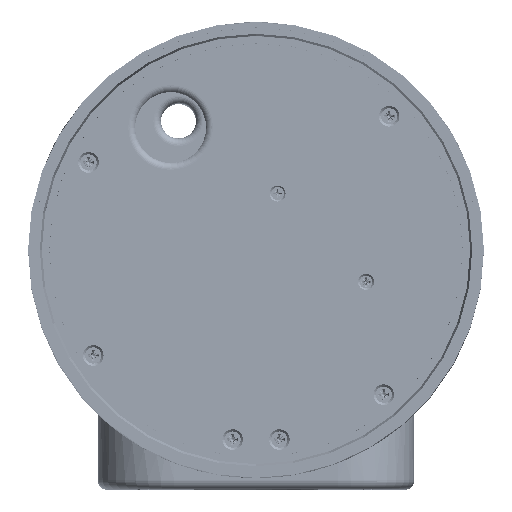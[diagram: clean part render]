
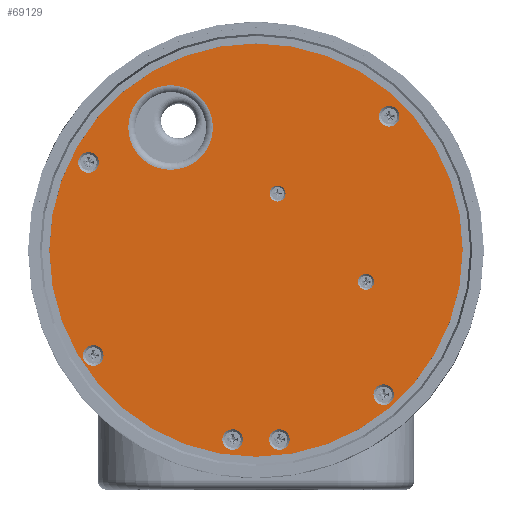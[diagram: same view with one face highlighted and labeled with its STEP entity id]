
A CAD part, top view. The second image highlights one B-rep face of the part: STEP entity #69129.
In plain terms, the highlighted planar face has unit normal (0, 0, 1).
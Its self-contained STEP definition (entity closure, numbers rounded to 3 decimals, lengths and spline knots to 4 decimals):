
#2953=FACE_BOUND('',#10579,.T.);
#2954=FACE_BOUND('',#10580,.T.);
#2955=FACE_BOUND('',#10581,.T.);
#2956=FACE_BOUND('',#10582,.T.);
#2957=FACE_BOUND('',#10583,.T.);
#2958=FACE_BOUND('',#10584,.T.);
#2959=FACE_BOUND('',#10585,.T.);
#2960=FACE_BOUND('',#10586,.T.);
#2961=FACE_BOUND('',#10587,.T.);
#3935=PLANE('',#74178);
#6775=FACE_OUTER_BOUND('',#10578,.T.);
#10578=EDGE_LOOP('',(#51295));
#10579=EDGE_LOOP('',(#51296,#51297));
#10580=EDGE_LOOP('',(#51298,#51299));
#10581=EDGE_LOOP('',(#51300,#51301));
#10582=EDGE_LOOP('',(#51302,#51303));
#10583=EDGE_LOOP('',(#51304,#51305));
#10584=EDGE_LOOP('',(#51306,#51307));
#10585=EDGE_LOOP('',(#51308,#51309));
#10586=EDGE_LOOP('',(#51310,#51311));
#10587=EDGE_LOOP('',(#51312));
#14893=CIRCLE('',#74177,0.4524);
#14894=CIRCLE('',#74179,2.209);
#14895=CIRCLE('',#74180,0.11);
#14896=CIRCLE('',#74181,0.11);
#14897=CIRCLE('',#74182,0.11);
#14898=CIRCLE('',#74183,0.11);
#14899=CIRCLE('',#74184,0.11);
#14900=CIRCLE('',#74185,0.11);
#14901=CIRCLE('',#74186,0.11);
#14902=CIRCLE('',#74187,0.11);
#14903=CIRCLE('',#74188,0.11);
#14904=CIRCLE('',#74189,0.11);
#14905=CIRCLE('',#74190,0.11);
#14906=CIRCLE('',#74191,0.11);
#14907=CIRCLE('',#74192,0.085);
#14908=CIRCLE('',#74193,0.085);
#14909=CIRCLE('',#74194,0.085);
#14910=CIRCLE('',#74195,0.085);
#32305=VERTEX_POINT('',#105277);
#32306=VERTEX_POINT('',#105281);
#32307=VERTEX_POINT('',#105283);
#32308=VERTEX_POINT('',#105284);
#32309=VERTEX_POINT('',#105287);
#32310=VERTEX_POINT('',#105288);
#32311=VERTEX_POINT('',#105291);
#32312=VERTEX_POINT('',#105292);
#32313=VERTEX_POINT('',#105295);
#32314=VERTEX_POINT('',#105296);
#32315=VERTEX_POINT('',#105299);
#32316=VERTEX_POINT('',#105300);
#32317=VERTEX_POINT('',#105303);
#32318=VERTEX_POINT('',#105304);
#32319=VERTEX_POINT('',#105307);
#32320=VERTEX_POINT('',#105308);
#32321=VERTEX_POINT('',#105311);
#32322=VERTEX_POINT('',#105312);
#39423=EDGE_CURVE('',#32305,#32305,#14893,.T.);
#39424=EDGE_CURVE('',#32306,#32306,#14894,.T.);
#39425=EDGE_CURVE('',#32307,#32308,#14895,.T.);
#39426=EDGE_CURVE('',#32308,#32307,#14896,.T.);
#39427=EDGE_CURVE('',#32309,#32310,#14897,.T.);
#39428=EDGE_CURVE('',#32310,#32309,#14898,.T.);
#39429=EDGE_CURVE('',#32311,#32312,#14899,.T.);
#39430=EDGE_CURVE('',#32312,#32311,#14900,.T.);
#39431=EDGE_CURVE('',#32313,#32314,#14901,.T.);
#39432=EDGE_CURVE('',#32314,#32313,#14902,.T.);
#39433=EDGE_CURVE('',#32315,#32316,#14903,.T.);
#39434=EDGE_CURVE('',#32316,#32315,#14904,.T.);
#39435=EDGE_CURVE('',#32317,#32318,#14905,.T.);
#39436=EDGE_CURVE('',#32318,#32317,#14906,.T.);
#39437=EDGE_CURVE('',#32319,#32320,#14907,.T.);
#39438=EDGE_CURVE('',#32320,#32319,#14908,.T.);
#39439=EDGE_CURVE('',#32321,#32322,#14909,.T.);
#39440=EDGE_CURVE('',#32322,#32321,#14910,.T.);
#51295=ORIENTED_EDGE('',*,*,#39424,.T.);
#51296=ORIENTED_EDGE('',*,*,#39425,.T.);
#51297=ORIENTED_EDGE('',*,*,#39426,.T.);
#51298=ORIENTED_EDGE('',*,*,#39427,.T.);
#51299=ORIENTED_EDGE('',*,*,#39428,.T.);
#51300=ORIENTED_EDGE('',*,*,#39429,.T.);
#51301=ORIENTED_EDGE('',*,*,#39430,.T.);
#51302=ORIENTED_EDGE('',*,*,#39431,.T.);
#51303=ORIENTED_EDGE('',*,*,#39432,.T.);
#51304=ORIENTED_EDGE('',*,*,#39433,.T.);
#51305=ORIENTED_EDGE('',*,*,#39434,.T.);
#51306=ORIENTED_EDGE('',*,*,#39435,.T.);
#51307=ORIENTED_EDGE('',*,*,#39436,.T.);
#51308=ORIENTED_EDGE('',*,*,#39437,.T.);
#51309=ORIENTED_EDGE('',*,*,#39438,.T.);
#51310=ORIENTED_EDGE('',*,*,#39439,.T.);
#51311=ORIENTED_EDGE('',*,*,#39440,.T.);
#51312=ORIENTED_EDGE('',*,*,#39423,.F.);
#69129=ADVANCED_FACE('',(#6775,#2953,#2954,#2955,#2956,#2957,#2958,#2959,
#2960,#2961),#3935,.T.);
#74177=AXIS2_PLACEMENT_3D('',#105279,#82803,#82804);
#74178=AXIS2_PLACEMENT_3D('',#105280,#82805,#82806);
#74179=AXIS2_PLACEMENT_3D('',#105282,#82807,#82808);
#74180=AXIS2_PLACEMENT_3D('',#105285,#82809,#82810);
#74181=AXIS2_PLACEMENT_3D('',#105286,#82811,#82812);
#74182=AXIS2_PLACEMENT_3D('',#105289,#82813,#82814);
#74183=AXIS2_PLACEMENT_3D('',#105290,#82815,#82816);
#74184=AXIS2_PLACEMENT_3D('',#105293,#82817,#82818);
#74185=AXIS2_PLACEMENT_3D('',#105294,#82819,#82820);
#74186=AXIS2_PLACEMENT_3D('',#105297,#82821,#82822);
#74187=AXIS2_PLACEMENT_3D('',#105298,#82823,#82824);
#74188=AXIS2_PLACEMENT_3D('',#105301,#82825,#82826);
#74189=AXIS2_PLACEMENT_3D('',#105302,#82827,#82828);
#74190=AXIS2_PLACEMENT_3D('',#105305,#82829,#82830);
#74191=AXIS2_PLACEMENT_3D('',#105306,#82831,#82832);
#74192=AXIS2_PLACEMENT_3D('',#105309,#82833,#82834);
#74193=AXIS2_PLACEMENT_3D('',#105310,#82835,#82836);
#74194=AXIS2_PLACEMENT_3D('',#105313,#82837,#82838);
#74195=AXIS2_PLACEMENT_3D('',#105314,#82839,#82840);
#82803=DIRECTION('center_axis',(0.,0.,1.));
#82804=DIRECTION('ref_axis',(-1.,0.,0.));
#82805=DIRECTION('center_axis',(0.,0.,1.));
#82806=DIRECTION('ref_axis',(1.,0.,0.));
#82807=DIRECTION('center_axis',(0.,0.,1.));
#82808=DIRECTION('ref_axis',(-1.,0.,0.));
#82809=DIRECTION('center_axis',(0.,0.,-1.));
#82810=DIRECTION('ref_axis',(1.,0.,0.));
#82811=DIRECTION('center_axis',(0.,0.,-1.));
#82812=DIRECTION('ref_axis',(1.,0.,0.));
#82813=DIRECTION('center_axis',(0.,0.,-1.));
#82814=DIRECTION('ref_axis',(1.,0.,0.));
#82815=DIRECTION('center_axis',(0.,0.,-1.));
#82816=DIRECTION('ref_axis',(1.,0.,0.));
#82817=DIRECTION('center_axis',(0.,0.,-1.));
#82818=DIRECTION('ref_axis',(1.,0.,0.));
#82819=DIRECTION('center_axis',(0.,0.,-1.));
#82820=DIRECTION('ref_axis',(1.,0.,0.));
#82821=DIRECTION('center_axis',(0.,0.,-1.));
#82822=DIRECTION('ref_axis',(1.,0.,0.));
#82823=DIRECTION('center_axis',(0.,0.,-1.));
#82824=DIRECTION('ref_axis',(1.,0.,0.));
#82825=DIRECTION('center_axis',(0.,0.,-1.));
#82826=DIRECTION('ref_axis',(1.,0.,0.));
#82827=DIRECTION('center_axis',(0.,0.,-1.));
#82828=DIRECTION('ref_axis',(1.,0.,0.));
#82829=DIRECTION('center_axis',(0.,0.,-1.));
#82830=DIRECTION('ref_axis',(1.,0.,0.));
#82831=DIRECTION('center_axis',(0.,0.,-1.));
#82832=DIRECTION('ref_axis',(1.,0.,0.));
#82833=DIRECTION('center_axis',(0.,0.,-1.));
#82834=DIRECTION('ref_axis',(1.,0.,0.));
#82835=DIRECTION('center_axis',(0.,0.,-1.));
#82836=DIRECTION('ref_axis',(1.,0.,0.));
#82837=DIRECTION('center_axis',(0.,0.,-1.));
#82838=DIRECTION('ref_axis',(1.,0.,0.));
#82839=DIRECTION('center_axis',(0.,0.,-1.));
#82840=DIRECTION('ref_axis',(1.,0.,0.));
#105277=CARTESIAN_POINT('',(-0.4607,1.3107,0.1181));
#105279=CARTESIAN_POINT('Origin',(-0.913,1.3107,0.1181));
#105280=CARTESIAN_POINT('Origin',(0.,0.,
0.1181));
#105281=CARTESIAN_POINT('',(2.209,0.,0.1181));
#105282=CARTESIAN_POINT('Origin',(0.,0.,0.1181));
#105283=CARTESIAN_POINT('',(0.36,-2.025,0.1181));
#105284=CARTESIAN_POINT('',(0.14,-2.025,0.1181));
#105285=CARTESIAN_POINT('Origin',(0.25,-2.025,0.1181));
#105286=CARTESIAN_POINT('Origin',(0.25,-2.025,0.1181));
#105287=CARTESIAN_POINT('',(-0.14,-2.025,0.1181));
#105288=CARTESIAN_POINT('',(-0.36,-2.025,0.1181));
#105289=CARTESIAN_POINT('Origin',(-0.25,-2.025,0.1181));
#105290=CARTESIAN_POINT('Origin',(-0.25,-2.025,0.1181));
#105291=CARTESIAN_POINT('',(-1.6295,-1.1263,0.1181));
#105292=CARTESIAN_POINT('',(-1.8495,-1.1263,0.1181));
#105293=CARTESIAN_POINT('Origin',(-1.7395,-1.1263,0.1181));
#105294=CARTESIAN_POINT('Origin',(-1.7395,-1.1263,0.1181));
#105295=CARTESIAN_POINT('',(1.5336,1.4308,0.1181));
#105296=CARTESIAN_POINT('',(1.3136,1.4308,0.1181));
#105297=CARTESIAN_POINT('Origin',(1.4236,1.4308,0.1181));
#105298=CARTESIAN_POINT('Origin',(1.4236,1.4308,0.1181));
#105299=CARTESIAN_POINT('',(-1.6803,0.9372,0.1181));
#105300=CARTESIAN_POINT('',(-1.9003,0.9372,0.1181));
#105301=CARTESIAN_POINT('Origin',(-1.7903,0.9372,0.1181));
#105302=CARTESIAN_POINT('Origin',(-1.7903,0.9372,0.1181));
#105303=CARTESIAN_POINT('',(1.4752,-1.5449,0.1181));
#105304=CARTESIAN_POINT('',(1.2552,-1.5449,0.1181));
#105305=CARTESIAN_POINT('Origin',(1.3652,-1.5449,0.1181));
#105306=CARTESIAN_POINT('Origin',(1.3652,-1.5449,0.1181));
#105307=CARTESIAN_POINT('',(1.2609,-0.3403,0.1181));
#105308=CARTESIAN_POINT('',(1.0909,-0.3403,0.1181));
#105309=CARTESIAN_POINT('Origin',(1.1759,-0.3403,0.1181));
#105310=CARTESIAN_POINT('Origin',(1.1759,-0.3403,0.1181));
#105311=CARTESIAN_POINT('',(0.316,0.6046,0.1181));
#105312=CARTESIAN_POINT('',(0.146,0.6046,0.1181));
#105313=CARTESIAN_POINT('Origin',(0.231,0.6046,0.1181));
#105314=CARTESIAN_POINT('Origin',(0.231,0.6046,0.1181));
